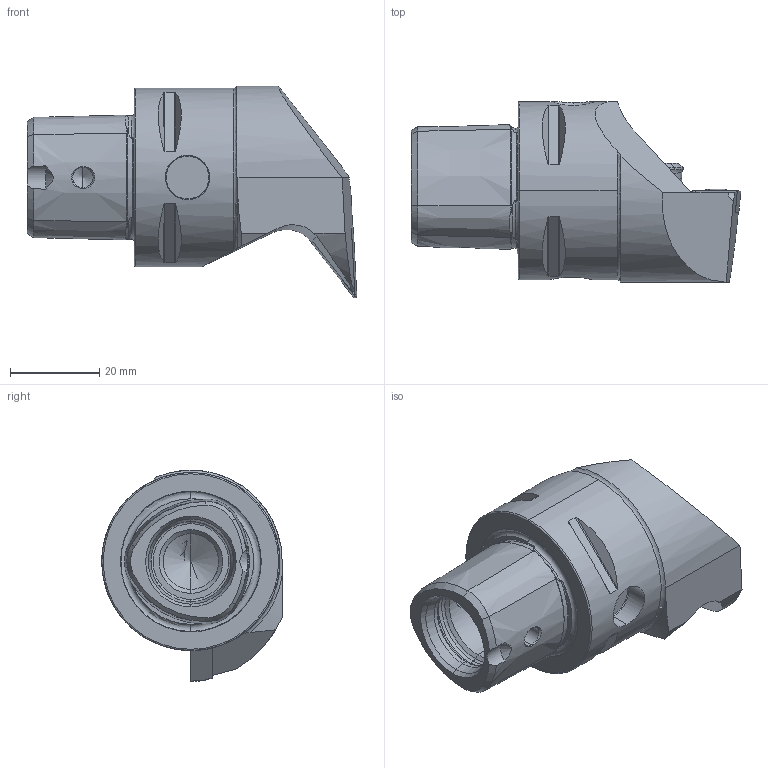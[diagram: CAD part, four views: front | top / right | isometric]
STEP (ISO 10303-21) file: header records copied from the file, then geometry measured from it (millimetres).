
FILE_DESCRIPTION (( 'STEP AP214' ), '1' );
FILE_NAME ('PS4.KVF.RUA.050-HP.STEP', '2025-04-29T13:00:12', ( '' ), ( '' ), 'SwSTEP 2.0', 'SolidWorks 2022', '' );
FILE_SCHEMA (( 'AUTOMOTIVE_DESIGN' ));
Length unit declared in the file: millimetre
Products named in the file (11): VBMT160404; PS4-KVF.RUA.050-HP_B; CHP-PCX.000.022_Düse; DIN 3771 - 6.5x1.5; ISO 8752 2x8; DIN 3771 - 13x1; CHP-ER1.008.011_A; PS4.KVF.RUA.050-HP; WCB-ER2.001.009_A; DIN 7991 - M5x18; CHP-PCX.000.022_B
Assembly tree (10 placements, depth 3):
  PS4.KVF.RUA.050-HP
    PS4-KVF.RUA.050-HP_B
    CHP-PCX.000.022_Düse
      CHP-PCX.000.022_B
      DIN 3771 - 13x1
      DIN 3771 - 6.5x1.5
      DIN 7991 - M5x18
    ISO 8752 2x8
    CHP-ER1.008.011_A
    WCB-ER2.001.009_A
    VBMT160404
Bounding box: 74 x 40.5 x 47.5 mm (x, y, z)
Volume: 47618.8 mm3; surface area: 16379.2 mm2
Topology: 9 solids, 9 shells, 497 faces, 1235 edges, 744 vertices
Faces by surface type: cylinder 138, cone 127, plane 105, torus 73, bspline 52, sphere 2
Entity records: 19009 total; most frequent: CARTESIAN_POINT 7423, ORIENTED_EDGE 2422, DIRECTION 2191, EDGE_CURVE 1211, AXIS2_PLACEMENT_3D 898, VERTEX_POINT 744, EDGE_LOOP 527, FACE_OUTER_BOUND 497
